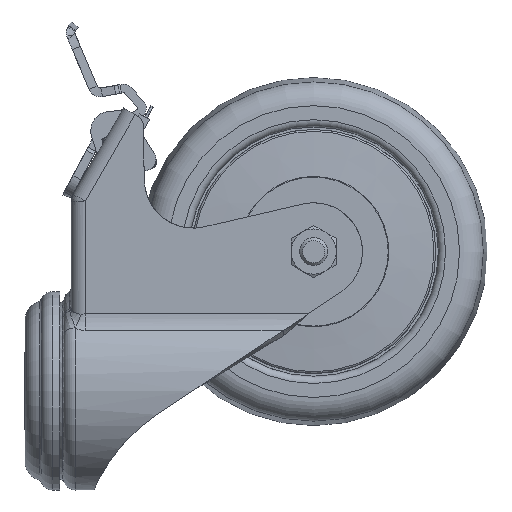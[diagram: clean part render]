
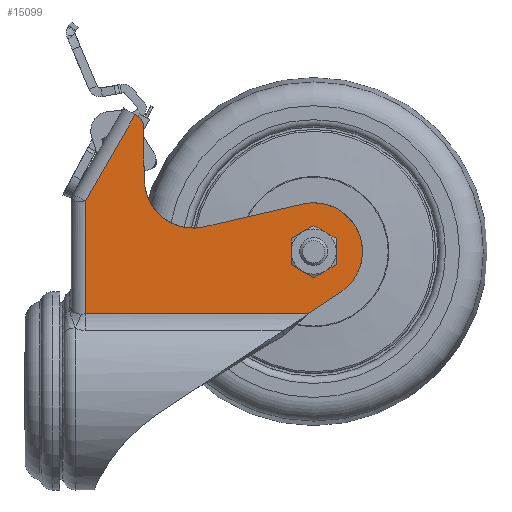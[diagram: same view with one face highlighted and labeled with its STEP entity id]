
A CAD part, left-side view. The second image highlights one B-rep face of the part: STEP entity #15099.
In plain terms, the highlighted planar face has unit normal (-1, 0, 0).
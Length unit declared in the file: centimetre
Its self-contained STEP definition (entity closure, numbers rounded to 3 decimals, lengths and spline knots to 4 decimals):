
#127=FACE_BOUND('',#2209,.T.);
#516=B_SPLINE_CURVE_WITH_KNOTS('',3,(#22155,#22156,#22157,#22158,#22159,
#22160,#22161,#22162,#22163,#22164,#22165,#22166,#22167,#22168,#22169,#22170,
#22171,#22172),.UNSPECIFIED.,.F.,.F.,(4,1,1,1,1,1,1,1,1,1,1,1,1,1,1,4),
(0.,0.0026,0.0052,0.0077,
0.0103,0.0129,0.0155,0.0181,
0.0207,0.0232,0.0258,0.0284,
0.031,0.0336,0.0361,0.0387),
 .UNSPECIFIED.);
#517=B_SPLINE_CURVE_WITH_KNOTS('',3,(#22176,#22177,#22178,#22179,#22180,
#22181,#22182,#22183,#22184,#22185,#22186,#22187,#22188),.UNSPECIFIED.,
 .F.,.F.,(4,1,1,1,1,1,1,1,1,1,4),(0.,0.0025,
0.005,0.0074,0.0099,0.0124,
0.0149,0.0174,0.0198,0.0223,
0.0248),.UNSPECIFIED.);
#518=B_SPLINE_CURVE_WITH_KNOTS('',3,(#22192,#22193,#22194,#22195,#22196,
#22197,#22198),.UNSPECIFIED.,.F.,.F.,(4,1,1,1,4),(0.,
0.0008,0.0015,0.0023,0.0031),
 .UNSPECIFIED.);
#1313=FACE_OUTER_BOUND('',#2208,.T.);
#2208=EDGE_LOOP('',(#9725,#9726,#9727,#9728,#9729,#9730,#9731,#9732,#9733,
#9734));
#2209=EDGE_LOOP('',(#9735,#9736,#9737,#9738,#9739,#9740));
#3183=CIRCLE('',#16075,0.65);
#3184=CIRCLE('',#16076,0.65);
#3185=CIRCLE('',#16077,0.65);
#3186=CIRCLE('',#16078,0.65);
#3187=CIRCLE('',#16079,0.65);
#3188=CIRCLE('',#16080,0.65);
#3914=LINE('',#22147,#4870);
#3915=LINE('',#22149,#4871);
#3916=LINE('',#22151,#4872);
#3917=LINE('',#22153,#4873);
#3918=LINE('',#22174,#4874);
#3919=LINE('',#22190,#4875);
#3920=LINE('',#22199,#4876);
#4870=VECTOR('',#17832,2.8664);
#4871=VECTOR('',#17833,3.2261);
#4872=VECTOR('',#17834,6.4144);
#4873=VECTOR('',#17835,1.1153);
#4874=VECTOR('',#17836,2.9128);
#4875=VECTOR('',#17837,1.572);
#4876=VECTOR('',#17838,0.1);
#5872=VERTEX_POINT('',#22145);
#5873=VERTEX_POINT('',#22146);
#5874=VERTEX_POINT('',#22148);
#5875=VERTEX_POINT('',#22150);
#5876=VERTEX_POINT('',#22152);
#5877=VERTEX_POINT('',#22154);
#5878=VERTEX_POINT('',#22173);
#5879=VERTEX_POINT('',#22175);
#5880=VERTEX_POINT('',#22189);
#5881=VERTEX_POINT('',#22191);
#5882=VERTEX_POINT('',#22200);
#5883=VERTEX_POINT('',#22201);
#5884=VERTEX_POINT('',#22203);
#5885=VERTEX_POINT('',#22205);
#5886=VERTEX_POINT('',#22207);
#5887=VERTEX_POINT('',#22209);
#7352=EDGE_CURVE('',#5872,#5873,#3914,.T.);
#7353=EDGE_CURVE('',#5873,#5874,#3915,.T.);
#7354=EDGE_CURVE('',#5874,#5875,#3916,.T.);
#7355=EDGE_CURVE('',#5875,#5876,#3917,.T.);
#7356=EDGE_CURVE('',#5876,#5877,#516,.T.);
#7357=EDGE_CURVE('',#5877,#5878,#3918,.T.);
#7358=EDGE_CURVE('',#5878,#5879,#517,.T.);
#7359=EDGE_CURVE('',#5879,#5880,#3919,.T.);
#7360=EDGE_CURVE('',#5880,#5881,#518,.T.);
#7361=EDGE_CURVE('',#5881,#5872,#3920,.T.);
#7362=EDGE_CURVE('',#5882,#5883,#3183,.T.);
#7363=EDGE_CURVE('',#5884,#5882,#3184,.T.);
#7364=EDGE_CURVE('',#5885,#5884,#3185,.T.);
#7365=EDGE_CURVE('',#5886,#5885,#3186,.T.);
#7366=EDGE_CURVE('',#5887,#5886,#3187,.T.);
#7367=EDGE_CURVE('',#5883,#5887,#3188,.T.);
#9725=ORIENTED_EDGE('',*,*,#7352,.T.);
#9726=ORIENTED_EDGE('',*,*,#7353,.T.);
#9727=ORIENTED_EDGE('',*,*,#7354,.T.);
#9728=ORIENTED_EDGE('',*,*,#7355,.T.);
#9729=ORIENTED_EDGE('',*,*,#7356,.T.);
#9730=ORIENTED_EDGE('',*,*,#7357,.T.);
#9731=ORIENTED_EDGE('',*,*,#7358,.T.);
#9732=ORIENTED_EDGE('',*,*,#7359,.T.);
#9733=ORIENTED_EDGE('',*,*,#7360,.T.);
#9734=ORIENTED_EDGE('',*,*,#7361,.T.);
#9735=ORIENTED_EDGE('',*,*,#7362,.F.);
#9736=ORIENTED_EDGE('',*,*,#7363,.F.);
#9737=ORIENTED_EDGE('',*,*,#7364,.F.);
#9738=ORIENTED_EDGE('',*,*,#7365,.F.);
#9739=ORIENTED_EDGE('',*,*,#7366,.F.);
#9740=ORIENTED_EDGE('',*,*,#7367,.F.);
#13869=PLANE('',#16074);
#15099=ADVANCED_FACE('',(#1313,#127),#13869,.T.);
#16074=AXIS2_PLACEMENT_3D('',#22144,#17830,#17831);
#16075=AXIS2_PLACEMENT_3D('',#22202,#17839,#17840);
#16076=AXIS2_PLACEMENT_3D('',#22204,#17841,#17842);
#16077=AXIS2_PLACEMENT_3D('',#22206,#17843,#17844);
#16078=AXIS2_PLACEMENT_3D('',#22208,#17845,#17846);
#16079=AXIS2_PLACEMENT_3D('',#22210,#17847,#17848);
#16080=AXIS2_PLACEMENT_3D('',#22211,#17849,#17850);
#17830=DIRECTION('center_axis',(-1.,0.,0.));
#17831=DIRECTION('ref_axis',(0.,-1.,0.));
#17832=DIRECTION('',(0.,0.5,-0.866));
#17833=DIRECTION('',(0.,0.,-1.));
#17834=DIRECTION('',(0.,-1.,0.));
#17835=DIRECTION('',(0.,-0.832,0.555));
#17836=DIRECTION('',(0.,0.974,-0.225));
#17837=DIRECTION('',(0.,0.017,1.));
#17838=DIRECTION('',(0.,0.866,0.5));
#17839=DIRECTION('center_axis',(-1.,0.,0.));
#17840=DIRECTION('ref_axis',(0.,0.,1.));
#17841=DIRECTION('center_axis',(-1.,0.,0.));
#17842=DIRECTION('ref_axis',(0.,0.,1.));
#17843=DIRECTION('center_axis',(-1.,0.,0.));
#17844=DIRECTION('ref_axis',(0.,0.,1.));
#17845=DIRECTION('center_axis',(-1.,0.,0.));
#17846=DIRECTION('ref_axis',(0.,0.,1.));
#17847=DIRECTION('center_axis',(-1.,0.,0.));
#17848=DIRECTION('ref_axis',(0.,0.,1.));
#17849=DIRECTION('center_axis',(-1.,0.,0.));
#17850=DIRECTION('ref_axis',(0.,0.,1.));
#22144=CARTESIAN_POINT('Origin',(-2.1,-1.5757,2.1022));
#22145=CARTESIAN_POINT('',(-2.1,-3.1682,7.9249));
#22146=CARTESIAN_POINT('',(-2.1,-1.735,5.4425));
#22147=CARTESIAN_POINT('',(-2.1,-2.4516,6.6837));
#22148=CARTESIAN_POINT('',(-2.1,-1.735,2.2164));
#22149=CARTESIAN_POINT('',(-2.1,-1.735,5.0706));
#22150=CARTESIAN_POINT('',(-2.1,-8.1494,2.2164));
#22151=CARTESIAN_POINT('',(-2.1,-5.7178,2.2164));
#22152=CARTESIAN_POINT('',(-2.1,-9.0771,2.8355));
#22153=CARTESIAN_POINT('',(-2.1,-8.1494,2.2164));
#22154=CARTESIAN_POINT('',(-2.1,-7.9851,5.3641));
#22155=CARTESIAN_POINT('Ctrl Pts',(-2.1,-9.0771,2.8355));
#22156=CARTESIAN_POINT('Ctrl Pts',(-2.1,-9.149,2.8835));
#22157=CARTESIAN_POINT('Ctrl Pts',(-2.1,-9.284,2.9928));
#22158=CARTESIAN_POINT('Ctrl Pts',(-2.1,-9.4527,3.1914));
#22159=CARTESIAN_POINT('Ctrl Pts',(-2.1,-9.582,3.4177));
#22160=CARTESIAN_POINT('Ctrl Pts',(-2.1,-9.6673,3.6639));
#22161=CARTESIAN_POINT('Ctrl Pts',(-2.1,-9.7059,3.9216));
#22162=CARTESIAN_POINT('Ctrl Pts',(-2.1,-9.6962,4.182));
#22163=CARTESIAN_POINT('Ctrl Pts',(-2.1,-9.6388,4.4362));
#22164=CARTESIAN_POINT('Ctrl Pts',(-2.1,-9.5354,4.6755));
#22165=CARTESIAN_POINT('Ctrl Pts',(-2.1,-9.3898,4.8916));
#22166=CARTESIAN_POINT('Ctrl Pts',(-2.1,-9.2069,5.0771));
#22167=CARTESIAN_POINT('Ctrl Pts',(-2.1,-8.9928,5.2258));
#22168=CARTESIAN_POINT('Ctrl Pts',(-2.1,-8.7551,5.3325));
#22169=CARTESIAN_POINT('Ctrl Pts',(-2.1,-8.5018,5.3935));
#22170=CARTESIAN_POINT('Ctrl Pts',(-2.1,-8.2415,5.4068));
#22171=CARTESIAN_POINT('Ctrl Pts',(-2.1,-8.0693,5.3836));
#22172=CARTESIAN_POINT('Ctrl Pts',(-2.1,-7.9851,5.3641));
#22173=CARTESIAN_POINT('',(-2.1,-5.1469,4.7089));
#22174=CARTESIAN_POINT('',(-2.1,-7.9851,5.3641));
#22175=CARTESIAN_POINT('',(-2.1,-3.4322,6.0486));
#22176=CARTESIAN_POINT('Ctrl Pts',(-2.1,-5.1469,4.7089));
#22177=CARTESIAN_POINT('Ctrl Pts',(-2.1,-5.066,4.6902));
#22178=CARTESIAN_POINT('Ctrl Pts',(-2.1,-4.9007,4.6673));
#22179=CARTESIAN_POINT('Ctrl Pts',(-2.1,-4.6507,4.6773));
#22180=CARTESIAN_POINT('Ctrl Pts',(-2.1,-4.4064,4.7315));
#22181=CARTESIAN_POINT('Ctrl Pts',(-2.1,-4.1756,4.828));
#22182=CARTESIAN_POINT('Ctrl Pts',(-2.1,-3.9655,4.9639));
#22183=CARTESIAN_POINT('Ctrl Pts',(-2.1,-3.7828,5.1349));
#22184=CARTESIAN_POINT('Ctrl Pts',(-2.1,-3.6333,5.3355));
#22185=CARTESIAN_POINT('Ctrl Pts',(-2.1,-3.5216,5.5595));
#22186=CARTESIAN_POINT('Ctrl Pts',(-2.1,-3.4514,5.7996));
#22187=CARTESIAN_POINT('Ctrl Pts',(-2.1,-3.4336,5.9655));
#22188=CARTESIAN_POINT('Ctrl Pts',(-2.1,-3.4322,6.0486));
#22189=CARTESIAN_POINT('',(-2.1,-3.4048,7.6203));
#22190=CARTESIAN_POINT('',(-2.1,-3.4322,6.0486));
#22191=CARTESIAN_POINT('',(-2.1,-3.2548,7.8749));
#22192=CARTESIAN_POINT('Ctrl Pts',(-2.1,-3.4048,7.6203));
#22193=CARTESIAN_POINT('Ctrl Pts',(-2.1,-3.4043,7.646));
#22194=CARTESIAN_POINT('Ctrl Pts',(-2.1,-3.3968,7.6974));
#22195=CARTESIAN_POINT('Ctrl Pts',(-2.1,-3.3662,7.769));
#22196=CARTESIAN_POINT('Ctrl Pts',(-2.1,-3.3184,7.8305));
#22197=CARTESIAN_POINT('Ctrl Pts',(-2.1,-3.2771,7.862));
#22198=CARTESIAN_POINT('Ctrl Pts',(-2.1,-3.2548,
7.8749));
#22199=CARTESIAN_POINT('',(-2.1,-3.2115,7.8999));
#22200=CARTESIAN_POINT('',(-2.1,-8.625,4.5629));
#22201=CARTESIAN_POINT('',(-2.1,-7.975,4.5629));
#22202=CARTESIAN_POINT('Origin',(-2.1,-8.3,4.));
#22203=CARTESIAN_POINT('',(-2.1,-8.95,4.));
#22204=CARTESIAN_POINT('Origin',(-2.1,-8.3,4.));
#22205=CARTESIAN_POINT('',(-2.1,-8.625,3.4371));
#22206=CARTESIAN_POINT('Origin',(-2.1,-8.3,4.));
#22207=CARTESIAN_POINT('',(-2.1,-7.975,3.4371));
#22208=CARTESIAN_POINT('Origin',(-2.1,-8.3,4.));
#22209=CARTESIAN_POINT('',(-2.1,-7.65,4.));
#22210=CARTESIAN_POINT('Origin',(-2.1,-8.3,4.));
#22211=CARTESIAN_POINT('Origin',(-2.1,-8.3,4.));
